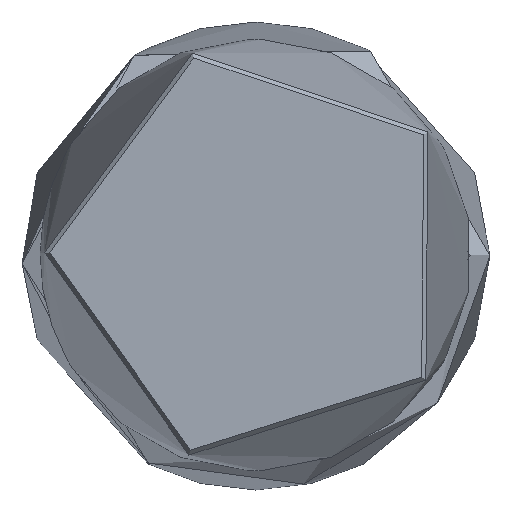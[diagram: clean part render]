
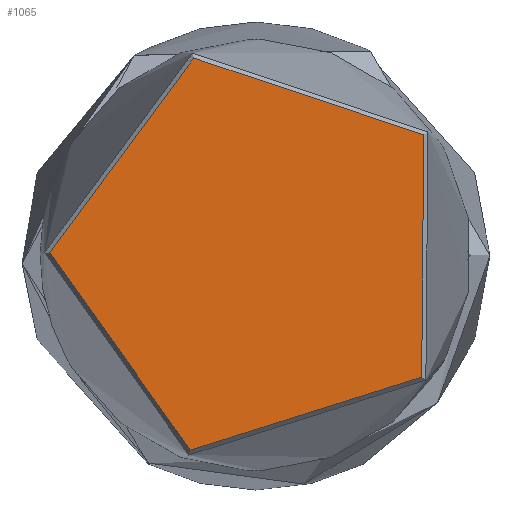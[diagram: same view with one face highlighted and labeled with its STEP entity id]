
A CAD part, top view. The second image highlights one B-rep face of the part: STEP entity #1065.
In plain terms, the highlighted planar face has unit normal (0, 0, 1).
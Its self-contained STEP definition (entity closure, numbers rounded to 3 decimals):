
#97=PLANE('',#1164);
#262=FACE_OUTER_BOUND('',#330,.T.);
#330=EDGE_LOOP('',(#787));
#408=CIRCLE('',#1163,7.929);
#478=VERTEX_POINT('',#1665);
#604=EDGE_CURVE('',#478,#478,#408,.T.);
#787=ORIENTED_EDGE('',*,*,#604,.T.);
#1065=ADVANCED_FACE('',(#262),#97,.F.);
#1163=AXIS2_PLACEMENT_3D('',#1666,#1312,#1313);
#1164=AXIS2_PLACEMENT_3D('',#1667,#1314,#1315);
#1312=DIRECTION('center_axis',(0.,0.,1.));
#1313=DIRECTION('ref_axis',(-1.,0.008,0.));
#1314=DIRECTION('center_axis',(0.,0.,-1.));
#1315=DIRECTION('ref_axis',(1.,0.,0.));
#1665=CARTESIAN_POINT('',(-7.929,0.066,40.));
#1666=CARTESIAN_POINT('Origin',(0.,0.,40.));
#1667=CARTESIAN_POINT('Origin',(0.,0.,40.));
